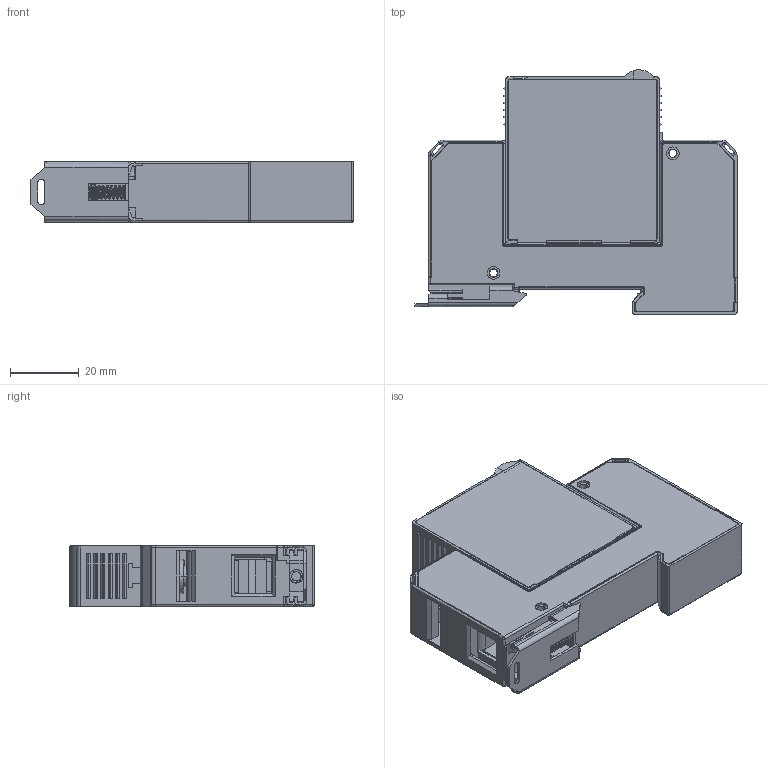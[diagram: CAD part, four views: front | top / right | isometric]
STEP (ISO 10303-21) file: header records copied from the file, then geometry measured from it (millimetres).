
FILE_DESCRIPTION((''),'2;1');
FILE_NAME('508_386_ASM','2018-09-04T12:42:27',('Sebastjan.kamensek'),('Audax d.o.o.'),'CREO PARAMETRIC BY PTC INC, 2017260','CREO PARAMETRIC BY PTC INC, 2017260','');
FILE_SCHEMA(('AP242_MANAGED_MODEL_BASED_3D_ENGINEERING_MIM_LF { 1 0 10303 442 1 1 4 }'));
Products named in the file (19): OHISJE_PODNOZJA_CM_1; 122053202_INDIKATOR_PET-KOTNI_Z; POKROV_PODNOZJA_CM_1; 505500176_OZNACEVALNI_TRAK_2; 322001103_VSKOCKA_2_1; 505500135_VZMET_TLACNA_3_9X13_1; 505500126_KONTAKT_1; 505500140_NOSILEC_KABLA_1; 505500132_VIJAK_M6X13_8_PROTEC_; OHISJE_MODULA_PROTEC_CM_1-1_1; LECKA_A_1; TRAK_OZNACEVALNI_CRN_A_1; ZVEZDA_PLASTIKA_A_1; POKROVCEK_PROTEC_A_1; LISTIC-ZELEN_A_1; POKROVCEK_PROTEC_B_1; MODUL_PROTEC_CM_2-0_ASM_1_ASM; PODNOZJE_CM_ASM_1_ASM; 508_386_ASM
Assembly tree (20 placements, depth 4):
  508_386_ASM
    PODNOZJE_CM_ASM_1_ASM
      OHISJE_PODNOZJA_CM_1
      122053202_INDIKATOR_PET-KOTNI_Z
      POKROV_PODNOZJA_CM_1
      505500176_OZNACEVALNI_TRAK_2  x2
      322001103_VSKOCKA_2_1
      505500135_VZMET_TLACNA_3_9X13_1
      505500126_KONTAKT_1
      505500140_NOSILEC_KABLA_1
      505500132_VIJAK_M6X13_8_PROTEC_
      MODUL_PROTEC_CM_2-0_ASM_1_ASM
        OHISJE_MODULA_PROTEC_CM_1-1_1
        LECKA_A_1
        TRAK_OZNACEVALNI_CRN_A_1
        ZVEZDA_PLASTIKA_A_1
        POKROVCEK_PROTEC_A_1
        LISTIC-ZELEN_A_1  x2
        POKROVCEK_PROTEC_B_1
Bounding box: 93.9 x 71.24 x 17.8 mm (x, y, z)
Volume: 34603.4 mm3; surface area: 59400.8 mm2
Topology: 18 solids, 18 shells, 1641 faces, 4493 edges, 2920 vertices
Faces by surface type: plane 1255, cylinder 328, cone 18, bspline 16, torus 12, sphere 12
Entity records: 69240 total; most frequent: CARTESIAN_POINT 13283, ORIENTED_EDGE 8782, DIRECTION 8276, PRESENTATION_STYLE_ASSIGNMENT 4418, STYLED_ITEM 4407, CURVE_STYLE 4391, EDGE_CURVE 4391, VECTOR 3568
